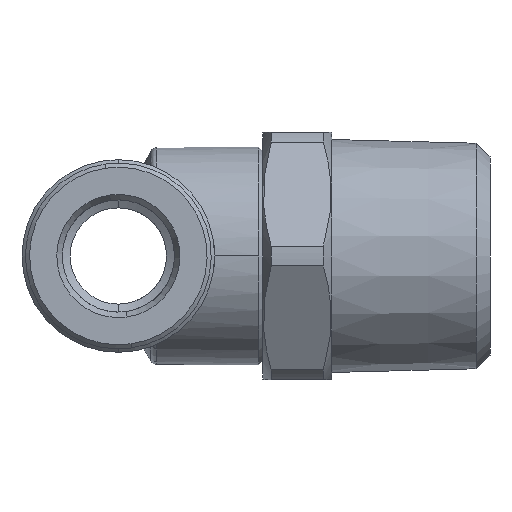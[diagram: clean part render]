
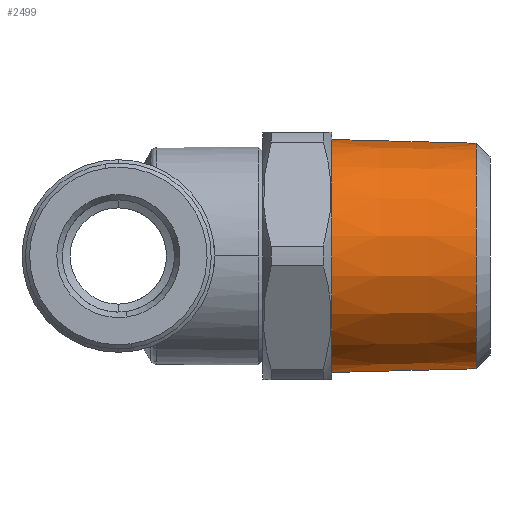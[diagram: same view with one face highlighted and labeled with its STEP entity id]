
A CAD part, left-side view. The second image highlights one B-rep face of the part: STEP entity #2499.
In plain terms, the highlighted conical face has half-angle 1.47 degrees and reference radius 8.462 mm.
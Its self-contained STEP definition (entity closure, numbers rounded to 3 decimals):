
#416 = CARTESIAN_POINT ( 'NONE',  ( 0., -15.5, 0. ) ) ;
#493 = DIRECTION ( 'NONE',  ( 0., -1., 0. ) ) ;
#510 = DIRECTION ( 'NONE',  ( 0., 0., -1. ) ) ;
#539 = DIRECTION ( 'NONE',  ( 0., 0., 1. ) ) ;
#540 = DIRECTION ( 'NONE',  ( 0., 1., 0. ) ) ;
#541 = CARTESIAN_POINT ( 'NONE',  ( 0., -15.5, 0. ) ) ;
#542 = AXIS2_PLACEMENT_3D ( 'NONE', #541, #540, #539 ) ;
#549 = CARTESIAN_POINT ( 'NONE',  ( 0., -26., 0. ) ) ;
#570 = DIRECTION ( 'NONE',  ( 0., 0., -1. ) ) ;
#571 = DIRECTION ( 'NONE',  ( 0., -1., 0. ) ) ;
#572 = AXIS2_PLACEMENT_3D ( 'NONE', #549, #571, #570 ) ;
#573 = CIRCLE ( 'NONE', #572, 8.192 ) ;
#577 = CONICAL_SURFACE ( 'NONE', #542, 8.462, 0.026 ) ;
#582 = FACE_OUTER_BOUND ( 'NONE', #2496, .T. ) ;
#618 = CIRCLE ( 'NONE', #622, 8.462 ) ;
#622 = AXIS2_PLACEMENT_3D ( 'NONE', #416, #493, #510 ) ;
#758 = LINE ( 'NONE', #764, #768 ) ;
#763 = DIRECTION ( 'NONE',  ( 0., 1., 0.026 ) ) ;
#764 = CARTESIAN_POINT ( 'NONE',  ( 0., -15.5, 8.462 ) ) ;
#768 = VECTOR ( 'NONE', #763, 1000. ) ;
#944 = VERTEX_POINT ( 'NONE', #2606 ) ;
#981 = EDGE_CURVE ( 'NONE', #994, #989, #2648, .T. ) ;
#986 = VERTEX_POINT ( 'NONE', #2680 ) ;
#989 = VERTEX_POINT ( 'NONE', #2693 ) ;
#994 = VERTEX_POINT ( 'NONE', #2697 ) ;
#1002 = EDGE_CURVE ( 'NONE', #986, #944, #758, .T. ) ;
#2266 = DIRECTION ( 'NONE',  ( 0., 1., -0.026 ) ) ;
#2268 = VECTOR ( 'NONE', #2266, 1000. ) ;
#2490 = ORIENTED_EDGE ( 'NONE', *, *, #1002, .T. ) ;
#2491 = ORIENTED_EDGE ( 'NONE', *, *, #2731, .T. ) ;
#2496 = EDGE_LOOP ( 'NONE', ( #2497, #2500, #2490, #2491 ) ) ;
#2497 = ORIENTED_EDGE ( 'NONE', *, *, #981, .F. ) ;
#2499 = ADVANCED_FACE ( 'NONE', ( #582 ), #577, .T. ) ;
#2500 = ORIENTED_EDGE ( 'NONE', *, *, #2507, .F. ) ;
#2507 = EDGE_CURVE ( 'NONE', #986, #994, #573, .T. ) ;
#2606 = CARTESIAN_POINT ( 'NONE',  ( 0., -15.5, 8.462 ) ) ;
#2648 = LINE ( 'NONE', #2654, #2268 ) ;
#2654 = CARTESIAN_POINT ( 'NONE',  ( 0., -15.5, -8.462 ) ) ;
#2680 = CARTESIAN_POINT ( 'NONE',  ( 0., -26., 8.192 ) ) ;
#2693 = CARTESIAN_POINT ( 'NONE',  ( 0., -15.5, -8.462 ) ) ;
#2697 = CARTESIAN_POINT ( 'NONE',  ( 0., -26., -8.192 ) ) ;
#2731 = EDGE_CURVE ( 'NONE', #944, #989, #618, .T. ) ;
